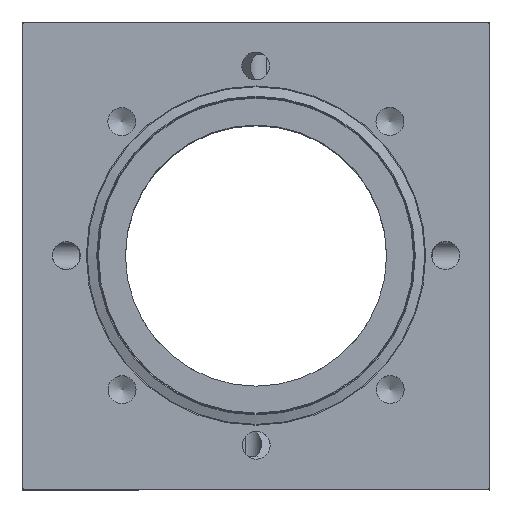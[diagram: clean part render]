
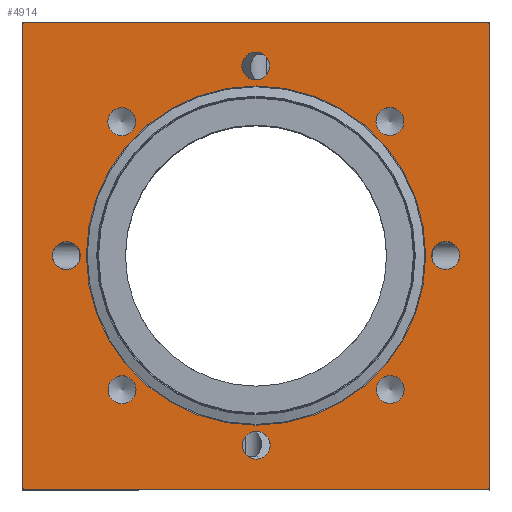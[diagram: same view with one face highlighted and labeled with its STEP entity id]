
A CAD part, top view. The second image highlights one B-rep face of the part: STEP entity #4914.
In plain terms, the highlighted planar face has unit normal (0, 0, 1).
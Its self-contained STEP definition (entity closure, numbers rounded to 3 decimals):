
#10 = CARTESIAN_POINT ( 'NONE',  ( 32.626, -32.569, 56.8 ) ) ;
#127 = DIRECTION ( 'NONE',  ( 1., 0., 0. ) ) ;
#203 = FACE_BOUND ( 'NONE', #3403, .T. ) ;
#204 = VERTEX_POINT ( 'NONE', #4425 ) ;
#226 = CIRCLE ( 'NONE', #3673, 3.4 ) ;
#227 = VERTEX_POINT ( 'NONE', #3230 ) ;
#296 = VERTEX_POINT ( 'NONE', #1972 ) ;
#311 = DIRECTION ( 'NONE',  ( 0., 0., 1. ) ) ;
#348 = DIRECTION ( 'NONE',  ( 0., -1., 0. ) ) ;
#374 = VERTEX_POINT ( 'NONE', #3674 ) ;
#414 = FACE_BOUND ( 'NONE', #5704, .T. ) ;
#436 = AXIS2_PLACEMENT_3D ( 'NONE', #2755, #5349, #127 ) ;
#500 = CIRCLE ( 'NONE', #2567, 3.4 ) ;
#517 = ORIENTED_EDGE ( 'NONE', *, *, #3250, .F. ) ;
#595 = ORIENTED_EDGE ( 'NONE', *, *, #855, .F. ) ;
#597 = ORIENTED_EDGE ( 'NONE', *, *, #2083, .F. ) ;
#603 = EDGE_LOOP ( 'NONE', ( #595 ) ) ;
#637 = VERTEX_POINT ( 'NONE', #4666 ) ;
#644 = EDGE_LOOP ( 'NONE', ( #2152, #597, #3973, #2940 ) ) ;
#790 = AXIS2_PLACEMENT_3D ( 'NONE', #1270, #2102, #1251 ) ;
#855 = EDGE_CURVE ( 'NONE', #5001, #5001, #226, .T. ) ;
#885 = CARTESIAN_POINT ( 'NONE',  ( -56.8, -56.8, 56.8 ) ) ;
#940 = DIRECTION ( 'NONE',  ( 0., 1., 0. ) ) ;
#1046 = LINE ( 'NONE', #3658, #3568 ) ;
#1095 = EDGE_CURVE ( 'NONE', #5210, #5210, #2044, .T. ) ;
#1223 = ORIENTED_EDGE ( 'NONE', *, *, #2566, .F. ) ;
#1251 = DIRECTION ( 'NONE',  ( 0., -1., 0. ) ) ;
#1264 = VECTOR ( 'NONE', #4001, 1000. ) ;
#1270 = CARTESIAN_POINT ( 'NONE',  ( -46.1, -0.04, 56.8 ) ) ;
#1332 = CIRCLE ( 'NONE', #3246, 41.25 ) ;
#1381 = EDGE_CURVE ( 'NONE', #2445, #2445, #2165, .T. ) ;
#1446 = EDGE_LOOP ( 'NONE', ( #5441 ) ) ;
#1456 = DIRECTION ( 'NONE',  ( 0., -1., 0. ) ) ;
#1572 = EDGE_CURVE ( 'NONE', #204, #3565, #3444, .T. ) ;
#1585 = CIRCLE ( 'NONE', #2042, 3.4 ) ;
#1602 = VECTOR ( 'NONE', #5110, 1000. ) ;
#1652 = AXIS2_PLACEMENT_3D ( 'NONE', #3745, #1920, #1962 ) ;
#1670 = CIRCLE ( 'NONE', #4227, 3.4 ) ;
#1735 = CARTESIAN_POINT ( 'NONE',  ( -0.04, 46.1, 56.8 ) ) ;
#1758 = AXIS2_PLACEMENT_3D ( 'NONE', #2571, #311, #5639 ) ;
#1777 = DIRECTION ( 'NONE',  ( 0., -1., 0. ) ) ;
#1808 = VERTEX_POINT ( 'NONE', #5064 ) ;
#1862 = DIRECTION ( 'NONE',  ( 0., 0., 1. ) ) ;
#1895 = CARTESIAN_POINT ( 'NONE',  ( 32.626, -35.969, 56.8 ) ) ;
#1920 = DIRECTION ( 'NONE',  ( 0., 0., 1. ) ) ;
#1930 = FACE_BOUND ( 'NONE', #5209, .T. ) ;
#1931 = CARTESIAN_POINT ( 'NONE',  ( -0.04, 42.7, 56.8 ) ) ;
#1938 = EDGE_CURVE ( 'NONE', #2291, #2291, #3157, .T. ) ;
#1960 = CARTESIAN_POINT ( 'NONE',  ( 32.569, 32.626, 56.8 ) ) ;
#1962 = DIRECTION ( 'NONE',  ( 0., -1., 0. ) ) ;
#1972 = CARTESIAN_POINT ( 'NONE',  ( 0., -41.25, 56.8 ) ) ;
#2042 = AXIS2_PLACEMENT_3D ( 'NONE', #1960, #4674, #3354 ) ;
#2044 = CIRCLE ( 'NONE', #1758, 3.4 ) ;
#2071 = CARTESIAN_POINT ( 'NONE',  ( 21.8, -56.8, 56.8 ) ) ;
#2083 = EDGE_CURVE ( 'NONE', #5156, #3565, #3571, .T. ) ;
#2102 = DIRECTION ( 'NONE',  ( 0., 0., 1. ) ) ;
#2152 = ORIENTED_EDGE ( 'NONE', *, *, #1572, .T. ) ;
#2165 = CIRCLE ( 'NONE', #790, 3.4 ) ;
#2207 = DIRECTION ( 'NONE',  ( 0., -1., 0. ) ) ;
#2264 = DIRECTION ( 'NONE',  ( -1., 0., 0. ) ) ;
#2272 = CARTESIAN_POINT ( 'NONE',  ( -32.626, 29.169, 56.8 ) ) ;
#2283 = PLANE ( 'NONE',  #436 ) ;
#2291 = VERTEX_POINT ( 'NONE', #1931 ) ;
#2305 = CARTESIAN_POINT ( 'NONE',  ( -21.8, 56.8, 56.8 ) ) ;
#2346 = FACE_BOUND ( 'NONE', #4144, .T. ) ;
#2380 = VECTOR ( 'NONE', #2264, 1000. ) ;
#2386 = EDGE_CURVE ( 'NONE', #374, #5156, #3500, .T. ) ;
#2445 = VERTEX_POINT ( 'NONE', #4097 ) ;
#2452 = CARTESIAN_POINT ( 'NONE',  ( -56.8, 56.8, 56.8 ) ) ;
#2535 = CARTESIAN_POINT ( 'NONE',  ( -32.569, -32.626, 56.8 ) ) ;
#2566 = EDGE_CURVE ( 'NONE', #5417, #5417, #500, .T. ) ;
#2567 = AXIS2_PLACEMENT_3D ( 'NONE', #10, #4388, #2207 ) ;
#2571 = CARTESIAN_POINT ( 'NONE',  ( 46.1, 0.04, 56.8 ) ) ;
#2592 = DIRECTION ( 'NONE',  ( 0., 0., 1. ) ) ;
#2686 = EDGE_CURVE ( 'NONE', #374, #204, #1046, .T. ) ;
#2735 = AXIS2_PLACEMENT_3D ( 'NONE', #1735, #3057, #1777 ) ;
#2755 = CARTESIAN_POINT ( 'NONE',  ( -21.8, -56.8, 56.8 ) ) ;
#2778 = ORIENTED_EDGE ( 'NONE', *, *, #1938, .F. ) ;
#2781 = CARTESIAN_POINT ( 'NONE',  ( 46.1, -3.36, 56.8 ) ) ;
#2858 = DIRECTION ( 'NONE',  ( 0., 0., 1. ) ) ;
#2940 = ORIENTED_EDGE ( 'NONE', *, *, #2686, .T. ) ;
#3057 = DIRECTION ( 'NONE',  ( 0., 0., 1. ) ) ;
#3121 = FACE_BOUND ( 'NONE', #1446, .T. ) ;
#3157 = CIRCLE ( 'NONE', #2735, 3.4 ) ;
#3230 = CARTESIAN_POINT ( 'NONE',  ( 0.04, -49.5, 56.8 ) ) ;
#3246 = AXIS2_PLACEMENT_3D ( 'NONE', #4511, #1862, #3585 ) ;
#3250 = EDGE_CURVE ( 'NONE', #227, #227, #3812, .T. ) ;
#3354 = DIRECTION ( 'NONE',  ( 0., -1., 0. ) ) ;
#3403 = EDGE_LOOP ( 'NONE', ( #1223 ) ) ;
#3444 = LINE ( 'NONE', #2305, #2380 ) ;
#3500 = LINE ( 'NONE', #2071, #1602 ) ;
#3565 = VERTEX_POINT ( 'NONE', #2452 ) ;
#3568 = VECTOR ( 'NONE', #940, 1000. ) ;
#3571 = LINE ( 'NONE', #885, #1264 ) ;
#3585 = DIRECTION ( 'NONE',  ( 0., -1., 0. ) ) ;
#3613 = ORIENTED_EDGE ( 'NONE', *, *, #4418, .F. ) ;
#3658 = CARTESIAN_POINT ( 'NONE',  ( 56.8, -56.8, 56.8 ) ) ;
#3673 = AXIS2_PLACEMENT_3D ( 'NONE', #5495, #2858, #1456 ) ;
#3674 = CARTESIAN_POINT ( 'NONE',  ( 56.8, -56.8, 56.8 ) ) ;
#3745 = CARTESIAN_POINT ( 'NONE',  ( 0.04, -46.1, 56.8 ) ) ;
#3812 = CIRCLE ( 'NONE', #1652, 3.4 ) ;
#3829 = CARTESIAN_POINT ( 'NONE',  ( -56.8, -56.8, 56.8 ) ) ;
#3839 = ORIENTED_EDGE ( 'NONE', *, *, #5594, .F. ) ;
#3945 = EDGE_LOOP ( 'NONE', ( #517 ) ) ;
#3973 = ORIENTED_EDGE ( 'NONE', *, *, #2386, .F. ) ;
#4001 = DIRECTION ( 'NONE',  ( 0., 1., 0. ) ) ;
#4096 = FACE_BOUND ( 'NONE', #603, .T. ) ;
#4097 = CARTESIAN_POINT ( 'NONE',  ( -46.1, -3.44, 56.8 ) ) ;
#4144 = EDGE_LOOP ( 'NONE', ( #3839 ) ) ;
#4163 = FACE_OUTER_BOUND ( 'NONE', #644, .T. ) ;
#4196 = ORIENTED_EDGE ( 'NONE', *, *, #1381, .F. ) ;
#4227 = AXIS2_PLACEMENT_3D ( 'NONE', #2535, #2592, #348 ) ;
#4290 = FACE_BOUND ( 'NONE', #4351, .T. ) ;
#4330 = EDGE_LOOP ( 'NONE', ( #4685 ) ) ;
#4351 = EDGE_LOOP ( 'NONE', ( #3613 ) ) ;
#4388 = DIRECTION ( 'NONE',  ( 0., 0., 1. ) ) ;
#4418 = EDGE_CURVE ( 'NONE', #1808, #1808, #1670, .T. ) ;
#4425 = CARTESIAN_POINT ( 'NONE',  ( 56.8, 56.8, 56.8 ) ) ;
#4511 = CARTESIAN_POINT ( 'NONE',  ( 0., 0., 56.8 ) ) ;
#4666 = CARTESIAN_POINT ( 'NONE',  ( 32.569, 29.226, 56.8 ) ) ;
#4674 = DIRECTION ( 'NONE',  ( 0., 0., 1. ) ) ;
#4685 = ORIENTED_EDGE ( 'NONE', *, *, #1095, .F. ) ;
#4914 = ADVANCED_FACE ( 'NONE', ( #2346, #5734, #203, #4986, #4290, #414, #4096, #1930, #3121, #4163 ), #2283, .F. ) ;
#4986 = FACE_BOUND ( 'NONE', #3945, .T. ) ;
#5001 = VERTEX_POINT ( 'NONE', #2272 ) ;
#5064 = CARTESIAN_POINT ( 'NONE',  ( -32.569, -36.026, 56.8 ) ) ;
#5110 = DIRECTION ( 'NONE',  ( -1., 0., 0. ) ) ;
#5156 = VERTEX_POINT ( 'NONE', #3829 ) ;
#5189 = EDGE_CURVE ( 'NONE', #637, #637, #1585, .T. ) ;
#5209 = EDGE_LOOP ( 'NONE', ( #2778 ) ) ;
#5210 = VERTEX_POINT ( 'NONE', #2781 ) ;
#5349 = DIRECTION ( 'NONE',  ( 0., 0., -1. ) ) ;
#5417 = VERTEX_POINT ( 'NONE', #1895 ) ;
#5441 = ORIENTED_EDGE ( 'NONE', *, *, #5189, .F. ) ;
#5495 = CARTESIAN_POINT ( 'NONE',  ( -32.626, 32.569, 56.8 ) ) ;
#5594 = EDGE_CURVE ( 'NONE', #296, #296, #1332, .T. ) ;
#5639 = DIRECTION ( 'NONE',  ( 0., -1., 0. ) ) ;
#5704 = EDGE_LOOP ( 'NONE', ( #4196 ) ) ;
#5734 = FACE_BOUND ( 'NONE', #4330, .T. ) ;
